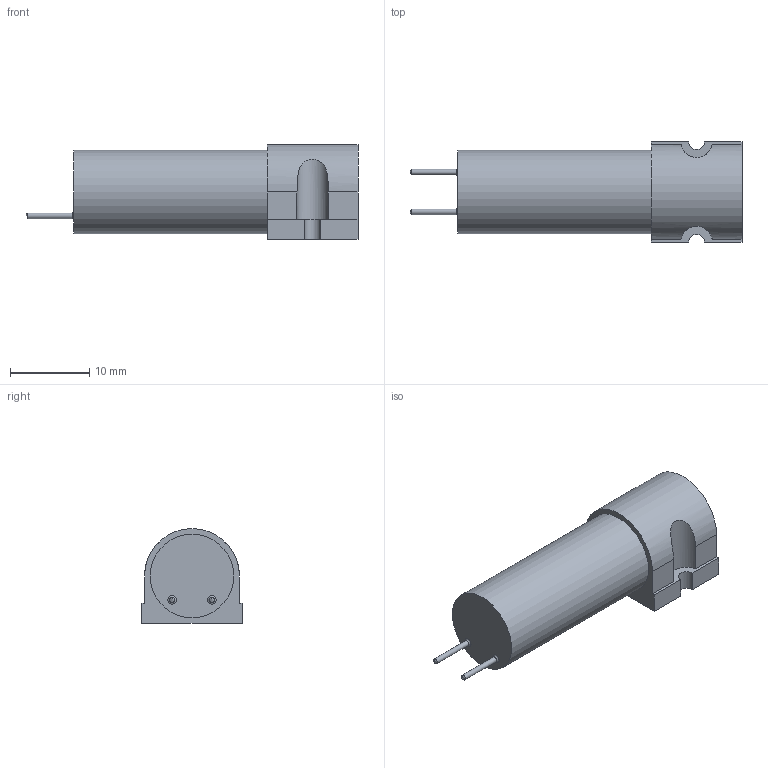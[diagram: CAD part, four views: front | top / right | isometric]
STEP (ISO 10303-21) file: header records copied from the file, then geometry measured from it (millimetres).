
FILE_DESCRIPTION(('FreeCAD Model'),'2;1');
FILE_NAME('valve.step', '2020-08-04T16:22:49',('Author'),(''), 'Open CASCADE STEP processor 7.3','FreeCAD','Unknown');
FILE_SCHEMA(('AUTOMOTIVE_DESIGN { 1 0 10303 214 1 1 1 1 }'));
Length unit declared in the file: millimetre
Products named in the file (3): Body_01_L_02; Body_1808_L_913; Body_1808_L_02
Bounding box: 41.81 x 12.65 x 11.94 mm (x, y, z)
Surface area: 3774.2 mm2 (no closed solid volume)
Topology: 0 solids, 21 shells, 90 faces, 632 edges, 1685 vertices
Faces by surface type: plane 45, cylinder 33, torus 8, revolution 4
Full cylindrical faces by diameter (mm): 0.7 x4, 1.52 x9, 10.535 x2
Entity records: 10955 total; most frequent: CARTESIAN_POINT 3901, DIRECTION 1307, LINE 662, VECTOR 662, GEOMETRIC_CURVE_SET 403, ORIENTED_EDGE 400, PCURVE 400, DEFINITIONAL_REPRESENTATION 400
